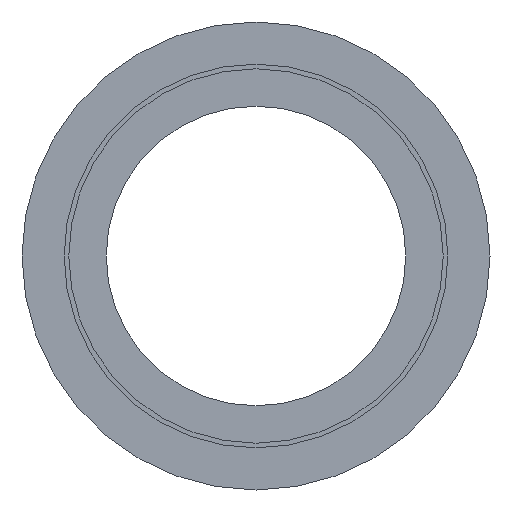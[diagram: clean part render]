
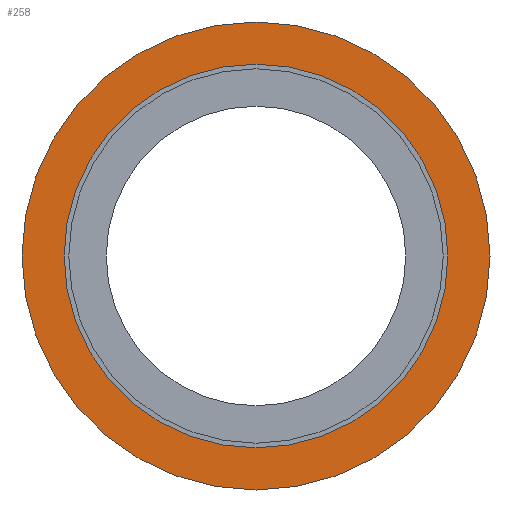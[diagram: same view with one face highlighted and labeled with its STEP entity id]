
A CAD part, front view. The second image highlights one B-rep face of the part: STEP entity #258.
In plain terms, the highlighted planar face has unit normal (0, -1, 0).
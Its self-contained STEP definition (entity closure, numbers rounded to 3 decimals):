
#42=FACE_BOUND('',#76,.T.);
#55=FACE_OUTER_BOUND('',#75,.T.);
#75=EDGE_LOOP('',(#229,#230));
#76=EDGE_LOOP('',(#231,#232));
#102=CIRCLE('',#316,10.25);
#103=CIRCLE('',#317,10.25);
#104=CIRCLE('',#319,12.5);
#105=CIRCLE('',#320,12.5);
#130=VERTEX_POINT('',#481);
#131=VERTEX_POINT('',#482);
#132=VERTEX_POINT('',#487);
#133=VERTEX_POINT('',#488);
#163=EDGE_CURVE('',#130,#131,#102,.T.);
#164=EDGE_CURVE('',#131,#130,#103,.T.);
#166=EDGE_CURVE('',#132,#133,#104,.T.);
#167=EDGE_CURVE('',#133,#132,#105,.T.);
#229=ORIENTED_EDGE('',*,*,#166,.F.);
#230=ORIENTED_EDGE('',*,*,#167,.F.);
#231=ORIENTED_EDGE('',*,*,#163,.T.);
#232=ORIENTED_EDGE('',*,*,#164,.T.);
#245=PLANE('',#318);
#258=ADVANCED_FACE('',(#55,#42),#245,.T.);
#316=AXIS2_PLACEMENT_3D('',#483,#401,#402);
#317=AXIS2_PLACEMENT_3D('',#484,#403,#404);
#318=AXIS2_PLACEMENT_3D('',#486,#406,#407);
#319=AXIS2_PLACEMENT_3D('',#489,#408,#409);
#320=AXIS2_PLACEMENT_3D('',#490,#410,#411);
#401=DIRECTION('center_axis',(0.,1.,0.));
#402=DIRECTION('ref_axis',(1.,0.,0.));
#403=DIRECTION('center_axis',(0.,1.,0.));
#404=DIRECTION('ref_axis',(1.,0.,0.));
#406=DIRECTION('center_axis',(0.,-1.,0.));
#407=DIRECTION('ref_axis',(0.,0.,-1.));
#408=DIRECTION('center_axis',(0.,1.,0.));
#409=DIRECTION('ref_axis',(1.,0.,0.));
#410=DIRECTION('center_axis',(0.,1.,0.));
#411=DIRECTION('ref_axis',(1.,0.,0.));
#481=CARTESIAN_POINT('',(-10.25,8.,0.));
#482=CARTESIAN_POINT('',(10.25,8.,0.));
#483=CARTESIAN_POINT('Origin',(0.,8.,0.));
#484=CARTESIAN_POINT('Origin',(0.,8.,0.));
#486=CARTESIAN_POINT('Origin',(-12.5,8.,0.));
#487=CARTESIAN_POINT('',(-12.5,8.,0.));
#488=CARTESIAN_POINT('',(12.5,8.,0.));
#489=CARTESIAN_POINT('Origin',(0.,8.,0.));
#490=CARTESIAN_POINT('Origin',(0.,8.,0.));
